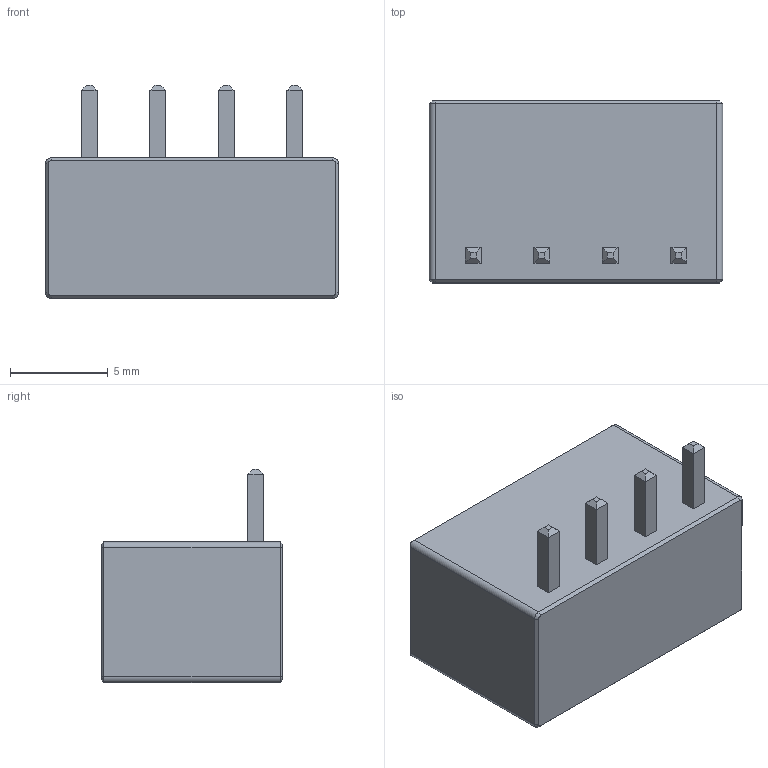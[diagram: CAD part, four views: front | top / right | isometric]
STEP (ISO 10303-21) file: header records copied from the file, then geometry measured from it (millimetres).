
FILE_DESCRIPTION (( 'STEP AP214' ), '1' );
FILE_NAME ('User Library-KF2EDG-3.5-4P.STEP', '2019-03-05T00:10:32', ( '' ), ( '' ), 'SwSTEP 2.0', 'SolidWorks 2019', '' );
FILE_SCHEMA (( 'AUTOMOTIVE_DESIGN' ));
Length unit declared in the file: millimetre
Products named in the file (1): User Library-KF2EDG-3.5-4P
Bounding box: 15 x 9.3 x 10.9 mm (x, y, z)
Volume: 754.6 mm3; surface area: 1110.7 mm2
Topology: 1 solids, 1 shells, 158 faces, 384 edges, 240 vertices
Faces by surface type: plane 142, cylinder 8, cone 8
Entity records: 5314 total; most frequent: CARTESIAN_POINT 783, ORIENTED_EDGE 768, DIRECTION 726, EDGE_CURVE 384, VECTOR 360, LINE 360, VERTEX_POINT 240, AXIS2_PLACEMENT_3D 183
